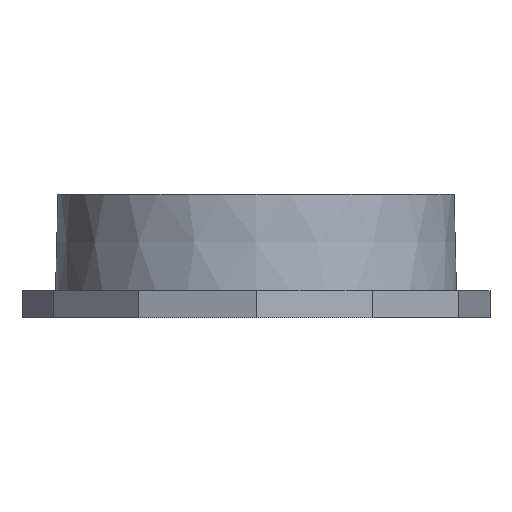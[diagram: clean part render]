
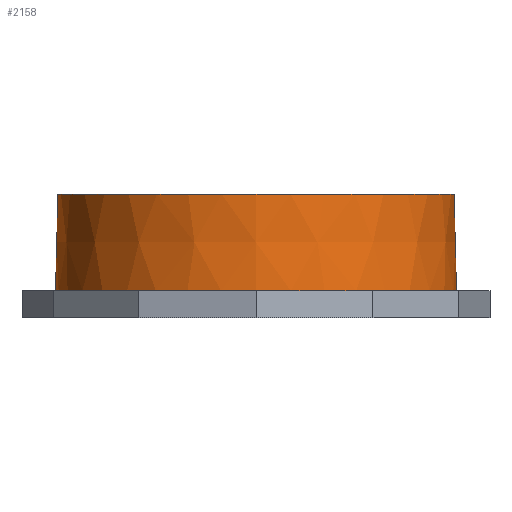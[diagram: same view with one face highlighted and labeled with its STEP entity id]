
A CAD part, front view. The second image highlights one B-rep face of the part: STEP entity #2158.
In plain terms, the highlighted conical face has half-angle 1.432 degrees and reference radius 51.562 mm.
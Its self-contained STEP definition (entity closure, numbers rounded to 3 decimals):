
#15=CONICAL_SURFACE('',#2303,51.563,0.025);
#296=LINE('',#3442,#576);
#576=VECTOR('',#2847,51.563);
#718=FACE_OUTER_BOUND('',#860,.T.);
#860=EDGE_LOOP('',(#1895,#1896,#1897,#1898,#1899));
#865=CIRCLE('',#2179,51.875);
#867=CIRCLE('',#2304,51.25);
#868=CIRCLE('',#2305,51.25);
#885=VERTEX_POINT('',#2893);
#1043=VERTEX_POINT('',#3441);
#1044=VERTEX_POINT('',#3443);
#1061=EDGE_CURVE('',#885,#885,#865,.T.);
#1328=EDGE_CURVE('',#885,#1043,#296,.T.);
#1329=EDGE_CURVE('',#1043,#1044,#867,.T.);
#1330=EDGE_CURVE('',#1044,#1043,#868,.T.);
#1895=ORIENTED_EDGE('',*,*,#1061,.F.);
#1896=ORIENTED_EDGE('',*,*,#1328,.T.);
#1897=ORIENTED_EDGE('',*,*,#1329,.T.);
#1898=ORIENTED_EDGE('',*,*,#1330,.T.);
#1899=ORIENTED_EDGE('',*,*,#1328,.F.);
#2158=ADVANCED_FACE('',(#718),#15,.T.);
#2179=AXIS2_PLACEMENT_3D('',#2894,#2332,#2333);
#2303=AXIS2_PLACEMENT_3D('',#3440,#2845,#2846);
#2304=AXIS2_PLACEMENT_3D('',#3444,#2848,#2849);
#2305=AXIS2_PLACEMENT_3D('',#3445,#2850,#2851);
#2332=DIRECTION('center_axis',(0.,0.,-1.));
#2333=DIRECTION('ref_axis',(1.,0.,0.));
#2845=DIRECTION('center_axis',(0.,0.,-1.));
#2846=DIRECTION('ref_axis',(0.,1.,0.));
#2847=DIRECTION('',(0.,0.025,1.));
#2848=DIRECTION('center_axis',(0.,0.,-1.));
#2849=DIRECTION('ref_axis',(1.,0.,0.));
#2850=DIRECTION('center_axis',(0.,0.,-1.));
#2851=DIRECTION('ref_axis',(1.,0.,0.));
#2893=CARTESIAN_POINT('',(0.,-51.875,0.));
#2894=CARTESIAN_POINT('Origin',(0.,0.,0.));
#3440=CARTESIAN_POINT('Origin',(0.,0.,12.5));
#3441=CARTESIAN_POINT('',(0.,-51.25,25.));
#3442=CARTESIAN_POINT('',(0.,-51.563,12.5));
#3443=CARTESIAN_POINT('',(-51.25,0.,25.));
#3444=CARTESIAN_POINT('Origin',(0.,0.,25.));
#3445=CARTESIAN_POINT('Origin',(0.,0.,25.));
